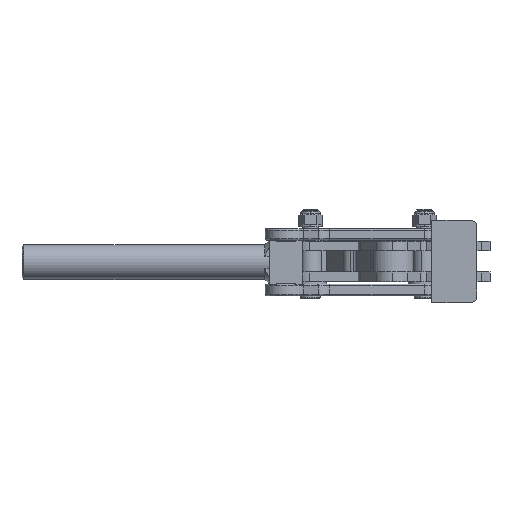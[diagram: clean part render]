
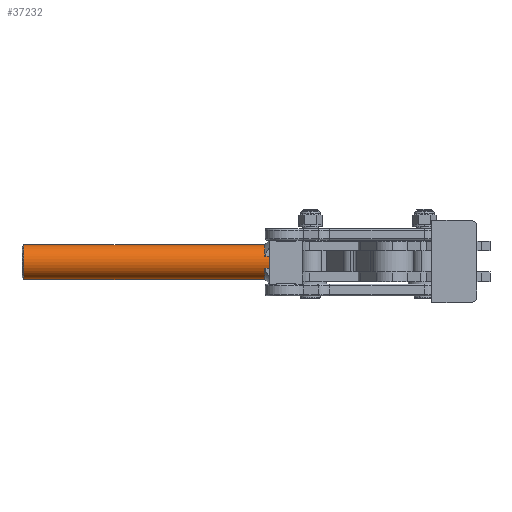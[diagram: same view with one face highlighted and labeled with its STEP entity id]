
A CAD part, left-side view. The second image highlights one B-rep face of the part: STEP entity #37232.
In plain terms, the highlighted cylindrical face has radius 10.625 mm (diameter 21.25 mm), a partial arc.
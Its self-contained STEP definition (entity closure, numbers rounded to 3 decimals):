
#8938 = FACE_OUTER_BOUND ( 'NONE', #61769, .T. ) ;
#13311 = CARTESIAN_POINT ( 'NONE',  ( -162., 0., 20.7 ) ) ;
#15265 = CARTESIAN_POINT ( 'NONE',  ( -162., 0., 10.075 ) ) ;
#19478 = AXIS2_PLACEMENT_3D ( 'NONE', #24328, #67821, #30578 ) ;
#23501 = CYLINDRICAL_SURFACE ( 'NONE', #26855, 10.625 ) ;
#24328 = CARTESIAN_POINT ( 'NONE',  ( -161., 0., 20.7 ) ) ;
#25449 = CARTESIAN_POINT ( 'NONE',  ( -161., 0., 31.325 ) ) ;
#25525 = CIRCLE ( 'NONE', #26931, 10.625 ) ;
#26855 = AXIS2_PLACEMENT_3D ( 'NONE', #13311, #50531, #38060 ) ;
#26931 = AXIS2_PLACEMENT_3D ( 'NONE', #73739, #36507, #79986 ) ;
#30578 = DIRECTION ( 'NONE',  ( 0., 0., 1. ) ) ;
#34796 = CARTESIAN_POINT ( 'NONE',  ( -10., 0., 10.075 ) ) ;
#35359 = EDGE_CURVE ( 'NONE', #66143, #62673, #42218, .T. ) ;
#36507 = DIRECTION ( 'NONE',  ( -1., 0., 0. ) ) ;
#37232 = ADVANCED_FACE ( 'NONE', ( #8938 ), #23501, .T. ) ;
#38060 = DIRECTION ( 'NONE',  ( 0., 0., -1. ) ) ;
#41617 = DIRECTION ( 'NONE',  ( 1., 0., 0. ) ) ;
#42218 = CIRCLE ( 'NONE', #19478, 10.625 ) ;
#45236 = CARTESIAN_POINT ( 'NONE',  ( -10., 0., 31.325 ) ) ;
#50531 = DIRECTION ( 'NONE',  ( 1., 0., 0. ) ) ;
#50547 = EDGE_CURVE ( 'NONE', #72071, #56486, #25525, .T. ) ;
#50793 = CARTESIAN_POINT ( 'NONE',  ( -161., 0., 10.075 ) ) ;
#51226 = EDGE_CURVE ( 'NONE', #62673, #72071, #71480, .T. ) ;
#52864 = ORIENTED_EDGE ( 'NONE', *, *, #51226, .T. ) ;
#56486 = VERTEX_POINT ( 'NONE', #45236 ) ;
#56915 = VECTOR ( 'NONE', #71267, 1000. ) ;
#59195 = LINE ( 'NONE', #60404, #75670 ) ;
#60404 = CARTESIAN_POINT ( 'NONE',  ( -162., 0., 31.325 ) ) ;
#61769 = EDGE_LOOP ( 'NONE', ( #79369, #68491, #52864, #77287 ) ) ;
#62673 = VERTEX_POINT ( 'NONE', #50793 ) ;
#65426 = EDGE_CURVE ( 'NONE', #66143, #56486, #59195, .T. ) ;
#66143 = VERTEX_POINT ( 'NONE', #25449 ) ;
#67821 = DIRECTION ( 'NONE',  ( 1., 0., 0. ) ) ;
#68491 = ORIENTED_EDGE ( 'NONE', *, *, #35359, .T. ) ;
#71267 = DIRECTION ( 'NONE',  ( 1., 0., 0. ) ) ;
#71480 = LINE ( 'NONE', #15265, #56915 ) ;
#72071 = VERTEX_POINT ( 'NONE', #34796 ) ;
#73739 = CARTESIAN_POINT ( 'NONE',  ( -10., 0., 20.7 ) ) ;
#75670 = VECTOR ( 'NONE', #41617, 1000. ) ;
#77287 = ORIENTED_EDGE ( 'NONE', *, *, #50547, .T. ) ;
#79369 = ORIENTED_EDGE ( 'NONE', *, *, #65426, .F. ) ;
#79986 = DIRECTION ( 'NONE',  ( 0., 0., 1. ) ) ;
